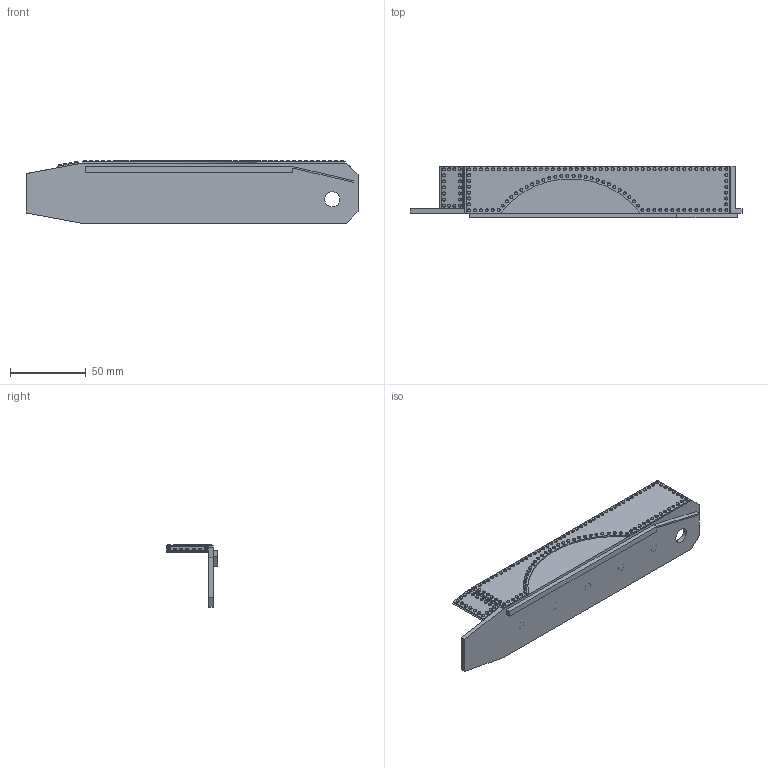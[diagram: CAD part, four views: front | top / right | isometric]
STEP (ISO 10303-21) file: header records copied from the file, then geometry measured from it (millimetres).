
FILE_DESCRIPTION(('TFLEX Exchange Step'),'2;1');
FILE_NAME(' крыло.stp', '2022-04-25T23:29:02+03:00',('ilya'),('Unknown organisation'),'TFLEX Exchange 2022.0','T-FLEX CAD','Unknown authorisation');
FILE_SCHEMA( ('AUTOMOTIVE_DESIGN { 1 0 10303 214 1 1 1 1 }') );
Length unit declared in the file: millimetre
Products named in the file (1): Nodes
Bounding box: 218.84 x 34 x 40.98 mm (x, y, z)
Volume: 46029.3 mm3; surface area: 40951.7 mm2
Topology: 125 solids, 125 shells, 1063 faces, 2141 edges, 1346 vertices
Faces by surface type: torus 488, plane 294, cylinder 281
Entity records: 28409 total; most frequent: DIRECTION 6051, CARTESIAN_POINT 4551, ORIENTED_EDGE 4282, AXIS2_PLACEMENT_3D 2846, EDGE_CURVE 2141, CIRCLE 1782, VERTEX_POINT 1346, EDGE_LOOP 1083
